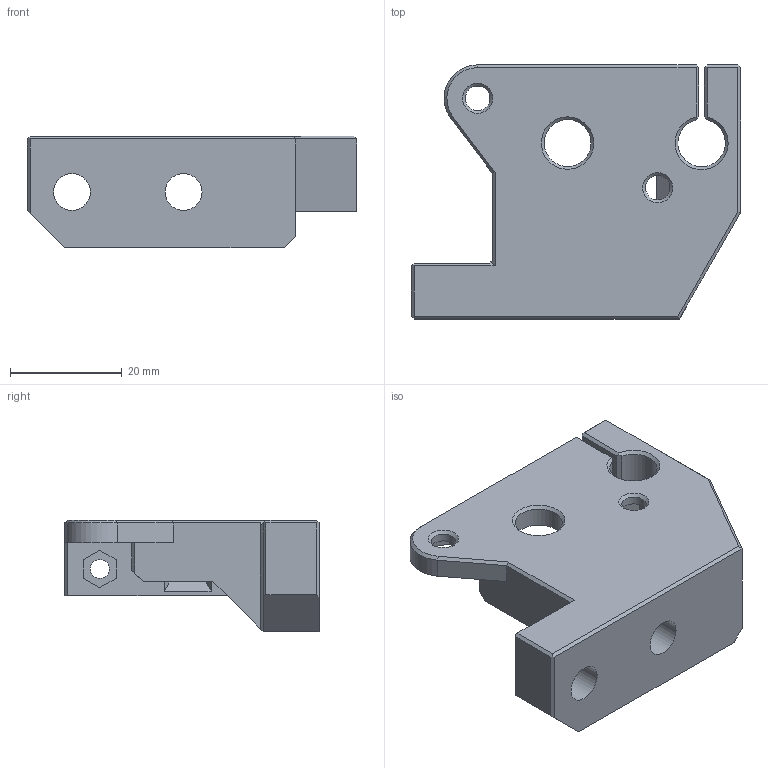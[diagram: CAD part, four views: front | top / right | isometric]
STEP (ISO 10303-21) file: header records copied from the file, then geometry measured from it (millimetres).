
FILE_DESCRIPTION(/* description */ (''),/* implementation_level */ '2;1');
FILE_NAME(/* name */ 'Top-cap-L.step',/* time_stamp */ '2022-05-29T11:20:27+09:00',/* author */ (''),/* organization */ (''),/* preprocessor_version */ 'ST-DEVELOPER v19',/* originating_system */ 'Autodesk Translation Framework v11.7.0.108',/* authorisation */ '');
FILE_SCHEMA (('AUTOMOTIVE_DESIGN { 1 0 10303 214 3 1 1 }'));
Length unit declared in the file: millimetre
Products named in the file (1): Top-cap-L
Bounding box: 59 x 45.5 x 20 mm (x, y, z)
Volume: 20017.1 mm3; surface area: 9020.2 mm2
Topology: 1 solids, 1 shells, 90 faces, 247 edges, 161 vertices
Faces by surface type: plane 76, cylinder 9, cone 5
Full cylindrical faces by diameter (mm): 3.4 x2, 4.4 x2, 6.6 x2, 8.4 x1
Entity records: 2866 total; most frequent: CARTESIAN_POINT 510, ORIENTED_EDGE 494, DIRECTION 449, EDGE_CURVE 247, LINE 217, VECTOR 217, VERTEX_POINT 161, AXIS2_PLACEMENT_3D 116
